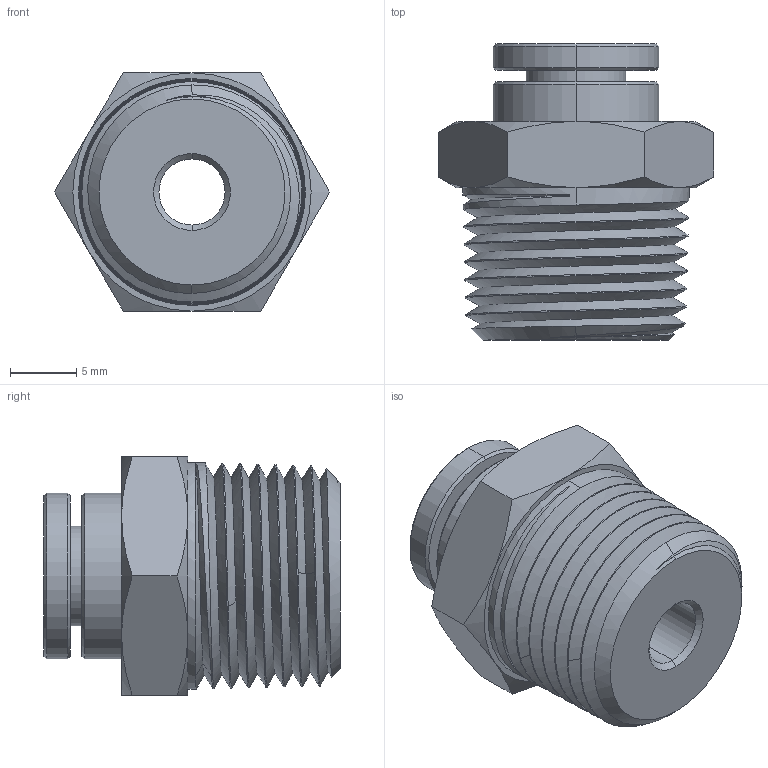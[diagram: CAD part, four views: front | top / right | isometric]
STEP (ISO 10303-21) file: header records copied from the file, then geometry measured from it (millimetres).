
FILE_DESCRIPTION (( 'STEP AP203' ), '1' );
FILE_NAME ('MCS6R3-8W.STEP', '2016-10-20T22:01:30', ( '' ), ( '' ), 'SwSTEP 2.0', 'SolidWorks 2016', '' );
FILE_SCHEMA (( 'CONFIG_CONTROL_DESIGN' ));
Products named in the file (1): MCS6R3-8W
Bounding box: 20.78 x 22.36 x 18 mm (x, y, z)
Volume: 3522.1 mm3; surface area: 3950.3 mm2
Topology: 6 solids, 6 shells, 357 faces, 967 edges, 627 vertices
Faces by surface type: cone 142, plane 116, cylinder 60, bspline 39
Entity records: 48819 total; most frequent: CARTESIAN_POINT 40406, ORIENTED_EDGE 1934, DIRECTION 1512, EDGE_CURVE 967, VERTEX_POINT 627, AXIS2_PLACEMENT_3D 627, B_SPLINE_CURVE_WITH_KNOTS 401, EDGE_LOOP 374
